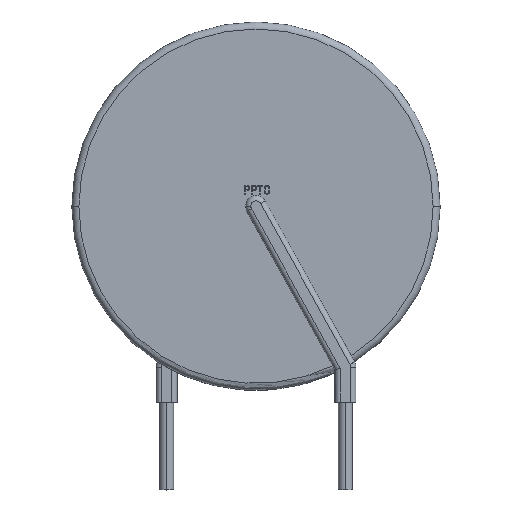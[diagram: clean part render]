
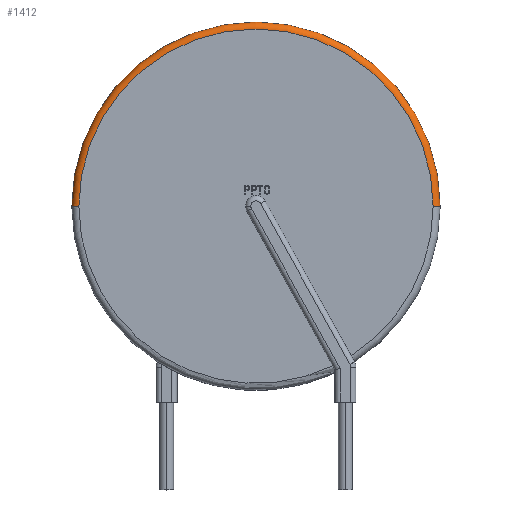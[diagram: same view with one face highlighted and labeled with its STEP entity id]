
A CAD part, top view. The second image highlights one B-rep face of the part: STEP entity #1412.
In plain terms, the highlighted toroidal (fillet/blend) face has major radius 10.1 mm and minor radius 0.4 mm.
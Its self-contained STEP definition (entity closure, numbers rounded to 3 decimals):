
#137 = EDGE_CURVE ( 'NONE', #5405, #1649, #4770, .T. ) ;
#182 = AXIS2_PLACEMENT_3D ( 'NONE', #5766, #5214, #708 ) ;
#278 = VERTEX_POINT ( 'NONE', #5768 ) ;
#297 = CIRCLE ( 'NONE', #595, 0.4 ) ;
#502 = CARTESIAN_POINT ( 'NONE',  ( 10.1, 0., 0.3 ) ) ;
#595 = AXIS2_PLACEMENT_3D ( 'NONE', #502, #1865, #5031 ) ;
#667 = EDGE_CURVE ( 'NONE', #278, #4900, #3200, .T. ) ;
#689 = DIRECTION ( 'NONE',  ( 0., 0., 1. ) ) ;
#708 = DIRECTION ( 'NONE',  ( -1., 0., 0. ) ) ;
#948 = EDGE_CURVE ( 'NONE', #5405, #4900, #3506, .T. ) ;
#985 = TOROIDAL_SURFACE ( 'NONE', #2614, 10.1, 0.4 ) ;
#991 = AXIS2_PLACEMENT_3D ( 'NONE', #5222, #689, #4274 ) ;
#1143 = CARTESIAN_POINT ( 'NONE',  ( -10.1, 0., 0.7 ) ) ;
#1150 = DIRECTION ( 'NONE',  ( 1., 0., 0. ) ) ;
#1242 = CARTESIAN_POINT ( 'NONE',  ( 10.5, 0., 0.3 ) ) ;
#1412 = ADVANCED_FACE ( 'NONE', ( #5537 ), #985, .T. ) ;
#1565 = AXIS2_PLACEMENT_3D ( 'NONE', #3810, #4240, #1150 ) ;
#1649 = VERTEX_POINT ( 'NONE', #1242 ) ;
#1865 = DIRECTION ( 'NONE',  ( 0., -1., 0. ) ) ;
#2076 = DIRECTION ( 'NONE',  ( 1., 0., 0. ) ) ;
#2421 = CARTESIAN_POINT ( 'NONE',  ( -10.5, 0., 0.3 ) ) ;
#2515 = ORIENTED_EDGE ( 'NONE', *, *, #948, .T. ) ;
#2614 = AXIS2_PLACEMENT_3D ( 'NONE', #4288, #3799, #2076 ) ;
#3200 = CIRCLE ( 'NONE', #991, 10.1 ) ;
#3506 = CIRCLE ( 'NONE', #182, 0.4 ) ;
#3515 = EDGE_LOOP ( 'NONE', ( #4643, #2515, #5650, #3651 ) ) ;
#3651 = ORIENTED_EDGE ( 'NONE', *, *, #4530, .F. ) ;
#3799 = DIRECTION ( 'NONE',  ( 0., 0., 1. ) ) ;
#3810 = CARTESIAN_POINT ( 'NONE',  ( 0., 0., 0.3 ) ) ;
#4240 = DIRECTION ( 'NONE',  ( 0., 0., -1. ) ) ;
#4274 = DIRECTION ( 'NONE',  ( 1., 0., 0. ) ) ;
#4288 = CARTESIAN_POINT ( 'NONE',  ( 0., 0., 0.3 ) ) ;
#4530 = EDGE_CURVE ( 'NONE', #1649, #278, #297, .T. ) ;
#4643 = ORIENTED_EDGE ( 'NONE', *, *, #137, .F. ) ;
#4770 = CIRCLE ( 'NONE', #1565, 10.5 ) ;
#4900 = VERTEX_POINT ( 'NONE', #1143 ) ;
#5031 = DIRECTION ( 'NONE',  ( 0., 0., -1. ) ) ;
#5214 = DIRECTION ( 'NONE',  ( 0., 1., 0. ) ) ;
#5222 = CARTESIAN_POINT ( 'NONE',  ( 0., 0., 0.7 ) ) ;
#5405 = VERTEX_POINT ( 'NONE', #2421 ) ;
#5537 = FACE_OUTER_BOUND ( 'NONE', #3515, .T. ) ;
#5650 = ORIENTED_EDGE ( 'NONE', *, *, #667, .F. ) ;
#5766 = CARTESIAN_POINT ( 'NONE',  ( -10.1, 0., 0.3 ) ) ;
#5768 = CARTESIAN_POINT ( 'NONE',  ( 10.1, 0., 0.7 ) ) ;
